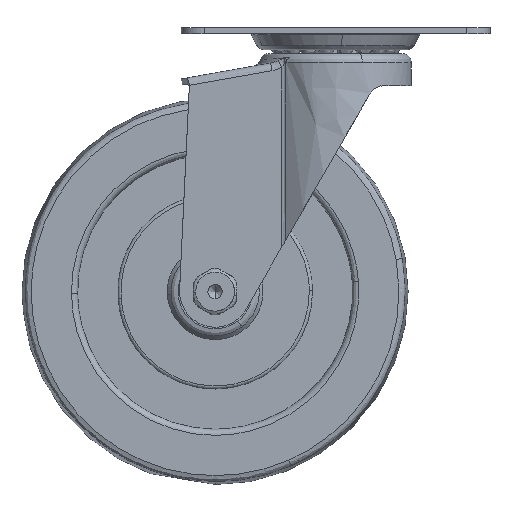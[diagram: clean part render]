
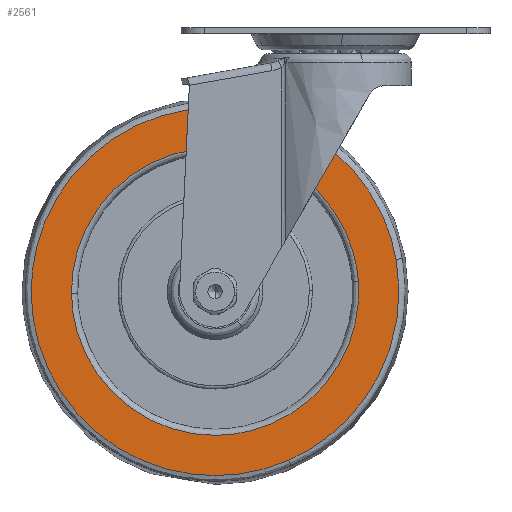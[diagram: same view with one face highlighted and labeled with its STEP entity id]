
A CAD part, front view. The second image highlights one B-rep face of the part: STEP entity #2561.
In plain terms, the highlighted free-form (B-spline) face has degree [1, 1] with [2, 2] control points.
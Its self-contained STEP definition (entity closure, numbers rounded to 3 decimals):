
#1675=CARTESIAN_POINT('',(-85.496,-13.5,-84.084));
#1676=VERTEX_POINT('',#1675);
#1690=CARTESIAN_POINT('',(-39.0,-13.5,-130.0));
#1691=VERTEX_POINT('',#1690);
#1692=CARTESIAN_POINT('',(-39.0,-13.5,-130.0));
#1693=CARTESIAN_POINT('',(-84.919,-13.5,-130.0));
#1694=CARTESIAN_POINT('',(-85.496,-13.5,-84.084));
#1702=(BOUNDED_CURVE()B_SPLINE_CURVE(2,(#1692,#1693,#1694),.UNSPECIFIED.,.F.,.U.)B_SPLINE_CURVE_WITH_KNOTS((3,3),(0.5,0.748),.UNSPECIFIED.)CURVE()GEOMETRIC_REPRESENTATION_ITEM()RATIONAL_B_SPLINE_CURVE((1.0,0.71,0.995))REPRESENTATION_ITEM(''));
#1703=EDGE_CURVE('',#1691,#1676,#1702,.T.);
#1705=CARTESIAN_POINT('',(7.387,-13.5,-80.257));
#1706=VERTEX_POINT('',#1705);
#1707=CARTESIAN_POINT('',(7.387,-13.5,-80.257));
#1708=CARTESIAN_POINT('',(7.5,-13.5,-81.877));
#1709=CARTESIAN_POINT('',(7.5,-13.5,-83.5));
#1710=CARTESIAN_POINT('',(7.5,-13.5,-130.0));
#1711=CARTESIAN_POINT('',(-39.0,-13.5,-130.0));
#1719=(BOUNDED_CURVE()B_SPLINE_CURVE(2,(#1707,#1708,#1709,#1710,#1711),.UNSPECIFIED.,.F.,.U.)B_SPLINE_CURVE_WITH_KNOTS((3,2,3),(0.238,0.25,0.5),.UNSPECIFIED.)CURVE()GEOMETRIC_REPRESENTATION_ITEM()RATIONAL_B_SPLINE_CURVE((0.973,0.986,1.0,0.707,1.0))REPRESENTATION_ITEM(''));
#1720=EDGE_CURVE('',#1706,#1691,#1719,.T.);
#1777=CARTESIAN_POINT('',(-39.0,-13.5,-37.));
#1778=VERTEX_POINT('',#1777);
#1779=CARTESIAN_POINT('',(-39.0,-13.5,-37.));
#1780=CARTESIAN_POINT('',(4.363,-13.5,-37.));
#1781=CARTESIAN_POINT('',(7.387,-13.5,-80.257));
#1789=(BOUNDED_CURVE()B_SPLINE_CURVE(2,(#1779,#1780,#1781),.UNSPECIFIED.,.F.,.U.)B_SPLINE_CURVE_WITH_KNOTS((3,3),(0.0,0.238),.UNSPECIFIED.)CURVE()GEOMETRIC_REPRESENTATION_ITEM()RATIONAL_B_SPLINE_CURVE((1.0,0.721,0.973))REPRESENTATION_ITEM(''));
#1790=EDGE_CURVE('',#1778,#1706,#1789,.T.);
#1792=CARTESIAN_POINT('',(-85.496,-13.5,-84.084));
#1793=CARTESIAN_POINT('',(-85.5,-13.5,-83.792));
#1794=CARTESIAN_POINT('',(-85.5,-13.5,-83.5));
#1795=CARTESIAN_POINT('',(-85.5,-13.5,-37.));
#1796=CARTESIAN_POINT('',(-39.0,-13.5,-37.));
#1804=(BOUNDED_CURVE()B_SPLINE_CURVE(2,(#1792,#1793,#1794,#1795,#1796),.UNSPECIFIED.,.F.,.U.)B_SPLINE_CURVE_WITH_KNOTS((3,2,3),(0.748,0.75,1.0),.UNSPECIFIED.)CURVE()GEOMETRIC_REPRESENTATION_ITEM()RATIONAL_B_SPLINE_CURVE((0.995,0.997,1.0,0.707,1.0))REPRESENTATION_ITEM(''));
#1805=EDGE_CURVE('',#1676,#1778,#1804,.T.);
#1861=CARTESIAN_POINT('',(-15.153,-13.5,-138.035));
#1862=VERTEX_POINT('',#1861);
#1863=CARTESIAN_POINT('',(-39.0,-13.5,-143.021));
#1864=VERTEX_POINT('',#1863);
#1865=CARTESIAN_POINT('',(-15.153,-13.5,-138.035));
#1866=CARTESIAN_POINT('',(-26.555,-13.5,-143.021));
#1867=CARTESIAN_POINT('',(-39.0,-13.5,-143.021));
#1875=(BOUNDED_CURVE()B_SPLINE_CURVE(2,(#1865,#1866,#1867),.UNSPECIFIED.,.F.,.U.)B_SPLINE_CURVE_WITH_KNOTS((3,3),(0.432,0.5),.UNSPECIFIED.)CURVE()GEOMETRIC_REPRESENTATION_ITEM()RATIONAL_B_SPLINE_CURVE((0.884,0.92,1.0))REPRESENTATION_ITEM(''));
#1876=EDGE_CURVE('',#1862,#1864,#1875,.T.);
#1878=CARTESIAN_POINT('',(-39.0,-13.5,-23.979));
#1879=VERTEX_POINT('',#1878);
#1880=CARTESIAN_POINT('',(-39.0,-13.5,-143.021));
#1881=CARTESIAN_POINT('',(-98.521,-13.5,-143.021));
#1882=CARTESIAN_POINT('',(-98.521,-13.5,-83.5));
#1883=CARTESIAN_POINT('',(-98.521,-13.5,-23.979));
#1884=CARTESIAN_POINT('',(-39.0,-13.5,-23.979));
#1892=(BOUNDED_CURVE()B_SPLINE_CURVE(2,(#1880,#1881,#1882,#1883,#1884),.UNSPECIFIED.,.F.,.U.)B_SPLINE_CURVE_WITH_KNOTS((3,2,3),(0.5,0.75,1.0),.UNSPECIFIED.)CURVE()GEOMETRIC_REPRESENTATION_ITEM()RATIONAL_B_SPLINE_CURVE((1.0,0.707,1.0,0.707,1.0))REPRESENTATION_ITEM(''));
#1893=EDGE_CURVE('',#1864,#1879,#1892,.T.);
#1895=CARTESIAN_POINT('',(19.602,-13.5,-73.083));
#1896=VERTEX_POINT('',#1895);
#1897=CARTESIAN_POINT('',(-39.0,-13.5,-23.979));
#1898=CARTESIAN_POINT('',(10.873,-13.5,-23.979));
#1899=CARTESIAN_POINT('',(19.602,-13.5,-73.083));
#1907=(BOUNDED_CURVE()B_SPLINE_CURVE(2,(#1897,#1898,#1899),.UNSPECIFIED.,.F.,.U.)B_SPLINE_CURVE_WITH_KNOTS((3,3),(0.0,0.22),.UNSPECIFIED.)CURVE()GEOMETRIC_REPRESENTATION_ITEM()RATIONAL_B_SPLINE_CURVE((1.0,0.742,0.938))REPRESENTATION_ITEM(''));
#1908=EDGE_CURVE('',#1879,#1896,#1907,.T.);
#2020=CARTESIAN_POINT('',(19.602,-13.5,-73.083));
#2021=CARTESIAN_POINT('',(20.521,-13.5,-78.251));
#2022=CARTESIAN_POINT('',(20.521,-13.5,-83.5));
#2023=CARTESIAN_POINT('',(20.521,-13.5,-122.435));
#2024=CARTESIAN_POINT('',(-15.153,-13.5,-138.035));
#2032=(BOUNDED_CURVE()B_SPLINE_CURVE(2,(#2020,#2021,#2022,#2023,#2024),.UNSPECIFIED.,.F.,.U.)B_SPLINE_CURVE_WITH_KNOTS((3,2,3),(0.22,0.25,0.432),.UNSPECIFIED.)CURVE()GEOMETRIC_REPRESENTATION_ITEM()RATIONAL_B_SPLINE_CURVE((0.938,0.965,1.0,0.787,0.884))REPRESENTATION_ITEM(''));
#2033=EDGE_CURVE('',#1896,#1862,#2032,.T.);
#2544=CARTESIAN_POINT('',(-104.467,-13.5,-148.967));
#2545=CARTESIAN_POINT('',(-104.467,-13.5,-18.033));
#2546=CARTESIAN_POINT('',(26.466,-13.5,-148.967));
#2547=CARTESIAN_POINT('',(26.466,-13.5,-18.033));
#2548=B_SPLINE_SURFACE_WITH_KNOTS('',1,1,((#2544,#2546),(#2545,#2547)),.UNSPECIFIED.,.F.,.F.,.U.,(2,2),(2,2),(0.0,130.933),(0.0,130.933),.UNSPECIFIED.);
#2549=ORIENTED_EDGE('',*,*,#1893,.F.);
#2550=ORIENTED_EDGE('',*,*,#1876,.F.);
#2551=ORIENTED_EDGE('',*,*,#2033,.F.);
#2552=ORIENTED_EDGE('',*,*,#1908,.F.);
#2553=EDGE_LOOP('',(#2549,#2550,#2551,#2552));
#2554=FACE_OUTER_BOUND('',#2553,.T.);
#2555=ORIENTED_EDGE('',*,*,#1703,.T.);
#2556=ORIENTED_EDGE('',*,*,#1805,.T.);
#2557=ORIENTED_EDGE('',*,*,#1790,.T.);
#2558=ORIENTED_EDGE('',*,*,#1720,.T.);
#2559=EDGE_LOOP('',(#2555,#2556,#2557,#2558));
#2560=FACE_BOUND('',#2559,.T.);
#2561=ADVANCED_FACE('',(#2554,#2560),#2548,.F.);
